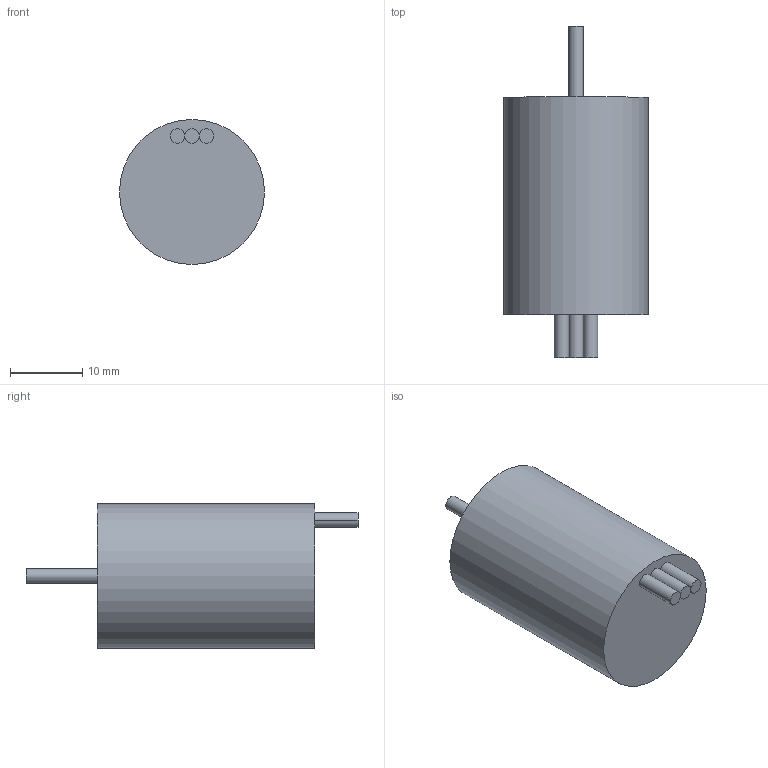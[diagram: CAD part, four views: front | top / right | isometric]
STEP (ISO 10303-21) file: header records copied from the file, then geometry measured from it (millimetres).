
FILE_DESCRIPTION(/* description */ (''),/* implementation_level */ '2;1');
FILE_NAME(/* name */ '2030 motor .step',/* time_stamp */ '2023-05-17T14:28:25-04:00',/* author */ (''),/* organization */ (''),/* preprocessor_version */ 'ST-DEVELOPER v19.2',/* originating_system */ 'Autodesk Translation Framework v12.4.0.73',/* authorisation */ '');
FILE_SCHEMA (('AUTOMOTIVE_DESIGN { 1 0 10303 214 3 1 1 }'));
Length unit declared in the file: millimetre
Products named in the file (1): 2030 motor
Bounding box: 20 x 45.8 x 20 mm (x, y, z)
Volume: 9512.1 mm3; surface area: 2687.9 mm2
Topology: 1 solids, 1 shells, 13 faces, 21 edges, 10 vertices
Faces by surface type: cylinder 7, plane 6
Full cylindrical faces by diameter (mm): 2 x2, 20 x1
Entity records: 337 total; most frequent: DIRECTION 63, CARTESIAN_POINT 45, ORIENTED_EDGE 42, AXIS2_PLACEMENT_3D 28, EDGE_CURVE 21, EDGE_LOOP 15, CIRCLE 14, FACE_OUTER_BOUND 13
